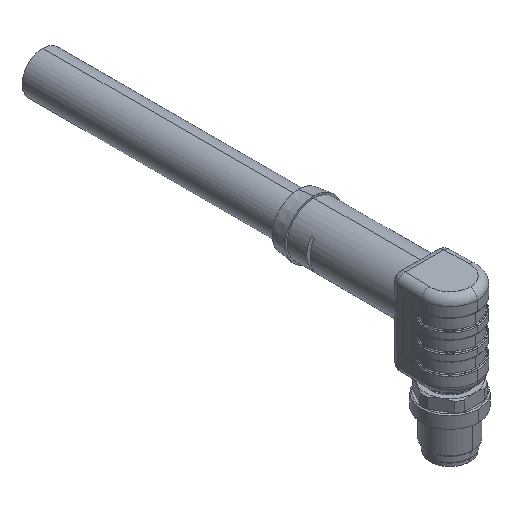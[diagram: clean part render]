
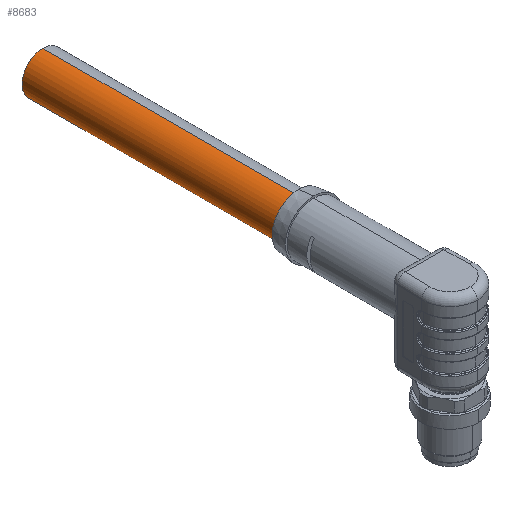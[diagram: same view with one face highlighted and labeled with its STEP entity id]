
A CAD part, isometric view. The second image highlights one B-rep face of the part: STEP entity #8683.
In plain terms, the highlighted cylindrical face has radius 5.5 mm (diameter 11 mm), a partial arc.
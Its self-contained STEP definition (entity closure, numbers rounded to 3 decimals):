
#8662=AXIS2_PLACEMENT_3D('Cylinder Axis2P3D',#8659,#8660,#8661) ;
#8666=AXIS2_PLACEMENT_3D('Circle Axis2P3D',#8664,#8665,$) ;
#8673=AXIS2_PLACEMENT_3D('Circle Axis2P3D',#8671,#8672,$) ;
#2288=CARTESIAN_POINT('Control Point',(7.5,47.5,38.2)) ;
#2289=CARTESIAN_POINT('Control Point',(6.926,47.5,38.2)) ;
#2290=CARTESIAN_POINT('Control Point',(6.351,47.5,38.125)) ;
#2291=CARTESIAN_POINT('Control Point',(5.79,47.5,37.975)) ;
#2292=CARTESIAN_POINT('Control Point',(4.719,47.5,37.532)) ;
#2293=CARTESIAN_POINT('Control Point',(3.798,47.5,36.829)) ;
#2294=CARTESIAN_POINT('Control Point',(3.386,47.5,36.419)) ;
#2295=CARTESIAN_POINT('Control Point',(2.68,47.5,35.501)) ;
#2296=CARTESIAN_POINT('Control Point',(2.232,47.5,34.432)) ;
#2297=CARTESIAN_POINT('Control Point',(2.08,47.5,33.871)) ;
#2298=CARTESIAN_POINT('Control Point',(1.925,47.5,32.723)) ;
#2299=CARTESIAN_POINT('Control Point',(2.07,47.5,31.573)) ;
#2300=CARTESIAN_POINT('Control Point',(2.218,47.5,31.011)) ;
#2301=CARTESIAN_POINT('Control Point',(2.657,47.5,29.939)) ;
#2302=CARTESIAN_POINT('Control Point',(3.356,47.5,29.015)) ;
#2303=CARTESIAN_POINT('Control Point',(3.764,47.5,28.602)) ;
#2304=CARTESIAN_POINT('Control Point',(4.68,47.5,27.891)) ;
#2305=CARTESIAN_POINT('Control Point',(5.747,47.5,27.439)) ;
#2306=CARTESIAN_POINT('Control Point',(6.307,47.5,27.285)) ;
#2307=CARTESIAN_POINT('Control Point',(6.89,47.5,27.204)) ;
#2308=CARTESIAN_POINT('Control Point',(7.473,47.5,27.2)) ;
#2309=CARTESIAN_POINT('Control Point',(7.482,47.5,27.2)) ;
#2310=CARTESIAN_POINT('Control Point',(7.491,47.5,27.2)) ;
#2311=CARTESIAN_POINT('Control Point',(7.5,47.5,27.2)) ;
#2312=CARTESIAN_POINT('Vertex',(7.5,47.5,38.2)) ;
#2314=CARTESIAN_POINT('Vertex',(7.5,47.5,27.2)) ;
#8625=CARTESIAN_POINT('Line Origine',(7.5,135.057,38.2)) ;
#8629=CARTESIAN_POINT('Vertex',(7.5,115.057,38.2)) ;
#8632=CARTESIAN_POINT('Line Origine',(7.5,135.057,27.2)) ;
#8636=CARTESIAN_POINT('Vertex',(7.5,115.057,27.2)) ;
#8659=CARTESIAN_POINT('Axis2P3D Location',(7.5,135.057,32.7)) ;
#8664=CARTESIAN_POINT('Axis2P3D Location',(7.5,115.057,32.7)) ;
#8668=CARTESIAN_POINT('Vertex',(2.,115.057,32.7)) ;
#8671=CARTESIAN_POINT('Axis2P3D Location',(7.5,115.057,32.7)) ;
#8626=DIRECTION('Vector Direction',(0.,-1.,0.)) ;
#8633=DIRECTION('Vector Direction',(0.,-1.,0.)) ;
#8660=DIRECTION('Axis2P3D Direction',(0.,-1.,0.)) ;
#8661=DIRECTION('Axis2P3D XDirection',(0.,0.,1.)) ;
#8665=DIRECTION('Axis2P3D Direction',(0.,-1.,0.)) ;
#8672=DIRECTION('Axis2P3D Direction',(0.,-1.,0.)) ;
#8627=VECTOR('Line Direction',#8626,1.) ;
#8634=VECTOR('Line Direction',#8633,1.) ;
#8677=ORIENTED_EDGE('',*,*,#8638,.F.) ;
#8678=ORIENTED_EDGE('',*,*,#2316,.F.) ;
#8679=ORIENTED_EDGE('',*,*,#8631,.F.) ;
#8680=ORIENTED_EDGE('',*,*,#8670,.F.) ;
#8681=ORIENTED_EDGE('',*,*,#8675,.F.) ;
#8683=ADVANCED_FACE('BREP_WITH_VOIDS #39',(#8682),#8663,.T.) ;
#2287=B_SPLINE_CURVE_WITH_KNOTS('',5,(#2288,#2289,#2290,#2291,#2292,#2293,#2294,#2295,#2296,#2297,#2298,#2299,#2300,#2301,#2302,#2303,#2304,#2305,#2306,#2307,#2308,#2309,#2310,#2311),.UNSPECIFIED.,.F.,.U.,(6,3,3,3,3,3,3,6),(0.,4.062,8.124,12.186,16.248,20.31,24.372,24.436),.UNSPECIFIED.) ;
#8667=CIRCLE('generated circle',#8666,5.5) ;
#8674=CIRCLE('generated circle',#8673,5.5) ;
#8663=CYLINDRICAL_SURFACE('generated cylinder',#8662,5.5) ;
#2316=EDGE_CURVE('',#2313,#2315,#2287,.T.) ;
#8631=EDGE_CURVE('',#8630,#2313,#8628,.T.) ;
#8638=EDGE_CURVE('',#2315,#8637,#8635,.F.) ;
#8670=EDGE_CURVE('',#8669,#8630,#8667,.F.) ;
#8675=EDGE_CURVE('',#8637,#8669,#8674,.F.) ;
#8676=EDGE_LOOP('',(#8677,#8678,#8679,#8680,#8681)) ;
#8682=FACE_OUTER_BOUND('',#8676,.T.) ;
#8628=LINE('Line',#8625,#8627) ;
#8635=LINE('Line',#8632,#8634) ;
#2313=VERTEX_POINT('',#2312) ;
#2315=VERTEX_POINT('',#2314) ;
#8630=VERTEX_POINT('',#8629) ;
#8637=VERTEX_POINT('',#8636) ;
#8669=VERTEX_POINT('',#8668) ;
